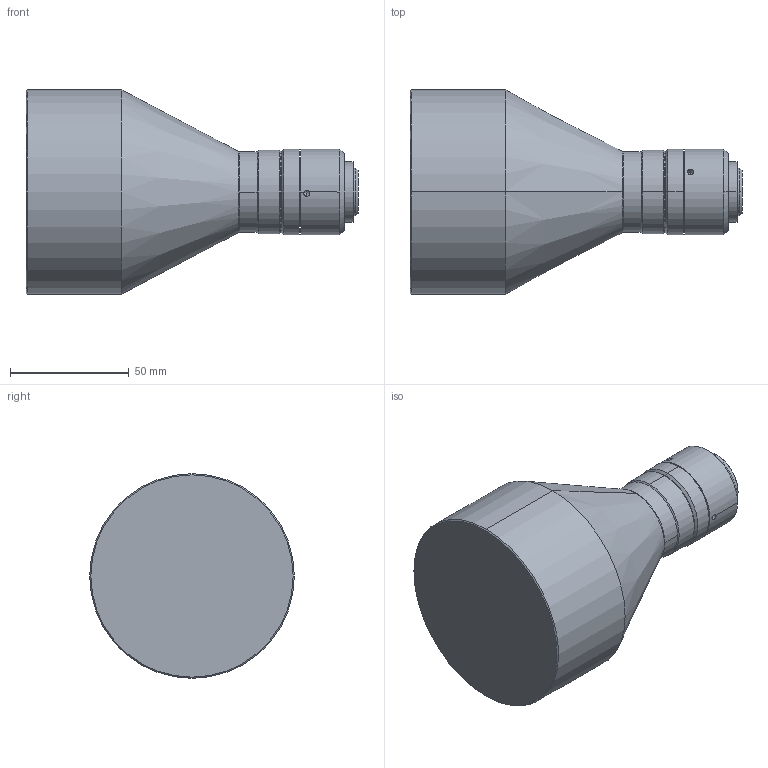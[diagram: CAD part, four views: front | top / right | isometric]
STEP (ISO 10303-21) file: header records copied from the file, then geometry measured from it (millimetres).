
FILE_DESCRIPTION (( 'STEP AP203' ), '1' );
FILE_NAME ('DTCM120-59-AL.STEP', '2019-12-02T06:00:18', ( 'Windows 蚚誧' ), ( '' ), 'SwSTEP 2.0', 'SolidWorks 2017', '' );
FILE_SCHEMA (( 'CONFIG_CONTROL_DESIGN' ));
Length unit declared in the file: millimetre
Products named in the file (1): DTCM120-59-AL
Bounding box: 139.5 x 86 x 86 mm (x, y, z)
Volume: 426357.8 mm3; surface area: 34779 mm2
Topology: 1 solids, 1 shells, 56 faces, 125 edges, 73 vertices
Faces by surface type: cylinder 24, cone 22, plane 8, bspline 2
Entity records: 1696 total; most frequent: CARTESIAN_POINT 385, DIRECTION 281, ORIENTED_EDGE 238, EDGE_CURVE 119, AXIS2_PLACEMENT_3D 117, VERTEX_POINT 73, EDGE_LOOP 64, CIRCLE 62
